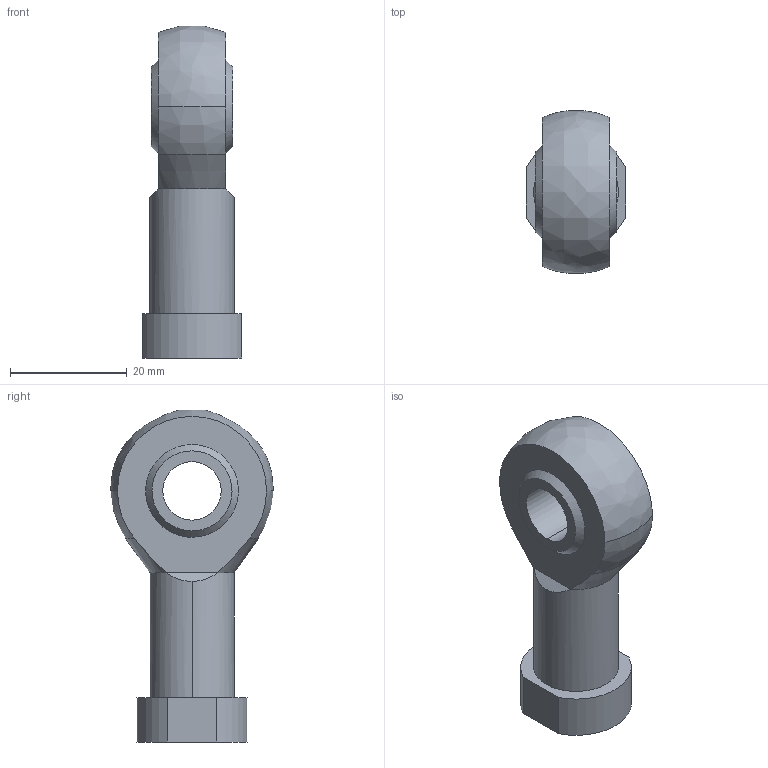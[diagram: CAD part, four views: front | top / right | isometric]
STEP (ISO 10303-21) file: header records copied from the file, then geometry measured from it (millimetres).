
FILE_DESCRIPTION (( 'STEP AP214' ), '1' );
FILE_NAME ('RD000005_PP.STEP', '2018-09-17T12:08:50', ( '' ), ( '' ), 'SwSTEP 2.0', 'SolidWorks 2018', '' );
FILE_SCHEMA (( 'AUTOMOTIVE_DESIGN' ));
Length unit declared in the file: millimetre
Products named in the file (1): RD000005_PP
Bounding box: 17 x 27.9 x 56.86 mm (x, y, z)
Volume: 10635.5 mm3; surface area: 4566.2 mm2
Topology: 1 solids, 1 shells, 28 faces, 62 edges, 42 vertices
Faces by surface type: plane 11, cylinder 8, bspline 5, cone 4
Entity records: 1297 total; most frequent: CARTESIAN_POINT 592, ORIENTED_EDGE 124, DIRECTION 122, EDGE_CURVE 62, AXIS2_PLACEMENT_3D 52, VERTEX_POINT 42, EDGE_LOOP 36, FACE_OUTER_BOUND 28
